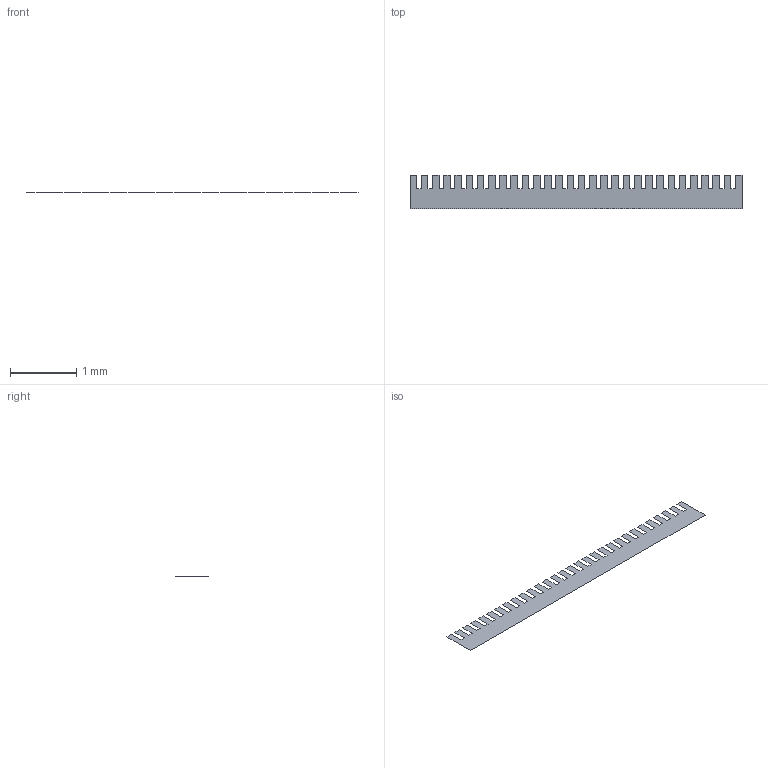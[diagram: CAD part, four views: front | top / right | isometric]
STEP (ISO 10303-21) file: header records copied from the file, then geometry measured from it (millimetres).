
FILE_DESCRIPTION(('FreeCAD Model'),'2;1');
FILE_NAME('heatsink_30_0.1_0.5.step', '2021-02-14T09:09:44',('Author'),(''), 'Open CASCADE STEP processor 7.3','FreeCAD','Unknown');
FILE_SCHEMA(('AUTOMOTIVE_DESIGN { 1 0 10303 214 1 1 1 1 }'));
Length unit declared in the file: millimetre
Products named in the file (1): difference
Bounding box: 5 x 0.5 x 0 mm (x, y, z)
Surface area: 2.1 mm2 (no closed solid volume)
Topology: 0 solids, 1 shells, 1 faces, 120 edges, 120 vertices
Faces by surface type: plane 1
Entity records: 1835 total; most frequent: CARTESIAN_POINT 362, DIRECTION 244, LINE 240, VECTOR 240, ORIENTED_EDGE 120, EDGE_CURVE 120, VERTEX_POINT 120, SURFACE_CURVE 120
